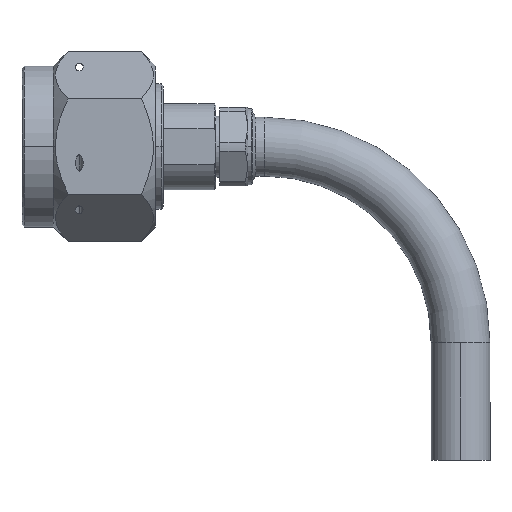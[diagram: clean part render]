
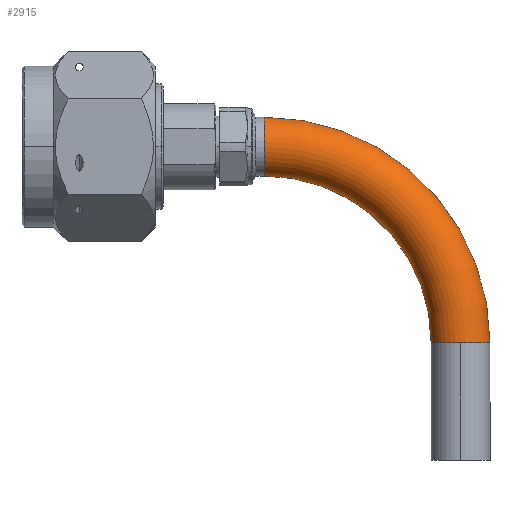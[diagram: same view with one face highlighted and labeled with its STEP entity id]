
A CAD part, top view. The second image highlights one B-rep face of the part: STEP entity #2915.
In plain terms, the highlighted toroidal (fillet/blend) face has major radius 25 mm and minor radius 3.75 mm.
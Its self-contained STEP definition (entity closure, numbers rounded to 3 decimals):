
#77 = EDGE_CURVE ( 'NONE', #2109, #4230, #873, .T. ) ;
#161 = EDGE_CURVE ( 'NONE', #5519, #1461, #5648, .T. ) ;
#597 = VERTEX_POINT ( 'NONE', #1456 ) ;
#629 = ORIENTED_EDGE ( 'NONE', *, *, #77, .F. ) ;
#648 = CARTESIAN_POINT ( 'NONE',  ( 31.2, -25., 0. ) ) ;
#695 = ORIENTED_EDGE ( 'NONE', *, *, #161, .T. ) ;
#836 = DIRECTION ( 'NONE',  ( 1., 0., 0. ) ) ;
#860 = EDGE_LOOP ( 'NONE', ( #5683, #695, #2926, #629, #4122 ) ) ;
#873 = CIRCLE ( 'NONE', #3662, 3.75 ) ;
#1077 = DIRECTION ( 'NONE',  ( 0., 0., -1. ) ) ;
#1176 = DIRECTION ( 'NONE',  ( -1., 0., 0. ) ) ;
#1456 = CARTESIAN_POINT ( 'NONE',  ( 34.95, -25., 0. ) ) ;
#1461 = VERTEX_POINT ( 'NONE', #1706 ) ;
#1696 = DIRECTION ( 'NONE',  ( 0., 0., -1. ) ) ;
#1706 = CARTESIAN_POINT ( 'NONE',  ( 6.2, -3.75, 0. ) ) ;
#1757 = CARTESIAN_POINT ( 'NONE',  ( 31.2, -25., 0. ) ) ;
#1762 = EDGE_CURVE ( 'NONE', #597, #2109, #2837, .T. ) ;
#2013 = CARTESIAN_POINT ( 'NONE',  ( 6.2, -25., 0. ) ) ;
#2109 = VERTEX_POINT ( 'NONE', #5480 ) ;
#2303 = EDGE_CURVE ( 'NONE', #5519, #597, #4049, .T. ) ;
#2427 = DIRECTION ( 'NONE',  ( 0., -1., 0. ) ) ;
#2469 = AXIS2_PLACEMENT_3D ( 'NONE', #2013, #1696, #1176 ) ;
#2763 = AXIS2_PLACEMENT_3D ( 'NONE', #3284, #1077, #5067 ) ;
#2837 = CIRCLE ( 'NONE', #4519, 3.75 ) ;
#2907 = DIRECTION ( 'NONE',  ( 0., 0., -1. ) ) ;
#2915 = ADVANCED_FACE ( 'NONE', ( #4306 ), #4150, .T. ) ;
#2926 = ORIENTED_EDGE ( 'NONE', *, *, #4238, .T. ) ;
#3096 = DIRECTION ( 'NONE',  ( 0., 0., -1. ) ) ;
#3250 = CARTESIAN_POINT ( 'NONE',  ( 6.2, 3.75, 0. ) ) ;
#3284 = CARTESIAN_POINT ( 'NONE',  ( 6.2, -25., 0. ) ) ;
#3394 = DIRECTION ( 'NONE',  ( -1., 0., 0. ) ) ;
#3490 = AXIS2_PLACEMENT_3D ( 'NONE', #4854, #836, #3096 ) ;
#3662 = AXIS2_PLACEMENT_3D ( 'NONE', #1757, #4901, #4460 ) ;
#3718 = CARTESIAN_POINT ( 'NONE',  ( 27.45, -25., 0. ) ) ;
#4049 = CIRCLE ( 'NONE', #5461, 28.75 ) ;
#4122 = ORIENTED_EDGE ( 'NONE', *, *, #1762, .F. ) ;
#4150 = TOROIDAL_SURFACE ( 'NONE', #2469, 25., 3.75 ) ;
#4230 = VERTEX_POINT ( 'NONE', #3718 ) ;
#4238 = EDGE_CURVE ( 'NONE', #1461, #4230, #5386, .T. ) ;
#4306 = FACE_OUTER_BOUND ( 'NONE', #860, .T. ) ;
#4460 = DIRECTION ( 'NONE',  ( 0., 0., -1. ) ) ;
#4519 = AXIS2_PLACEMENT_3D ( 'NONE', #648, #2427, #2907 ) ;
#4679 = DIRECTION ( 'NONE',  ( 0., 0., -1. ) ) ;
#4854 = CARTESIAN_POINT ( 'NONE',  ( 6.2, 0., 0. ) ) ;
#4901 = DIRECTION ( 'NONE',  ( 0., -1., 0. ) ) ;
#5067 = DIRECTION ( 'NONE',  ( -1., 0., 0. ) ) ;
#5386 = CIRCLE ( 'NONE', #2763, 21.25 ) ;
#5461 = AXIS2_PLACEMENT_3D ( 'NONE', #5722, #4679, #3394 ) ;
#5480 = CARTESIAN_POINT ( 'NONE',  ( 31.2, -25., 3.75 ) ) ;
#5519 = VERTEX_POINT ( 'NONE', #3250 ) ;
#5648 = CIRCLE ( 'NONE', #3490, 3.75 ) ;
#5683 = ORIENTED_EDGE ( 'NONE', *, *, #2303, .F. ) ;
#5722 = CARTESIAN_POINT ( 'NONE',  ( 6.2, -25., 0. ) ) ;
